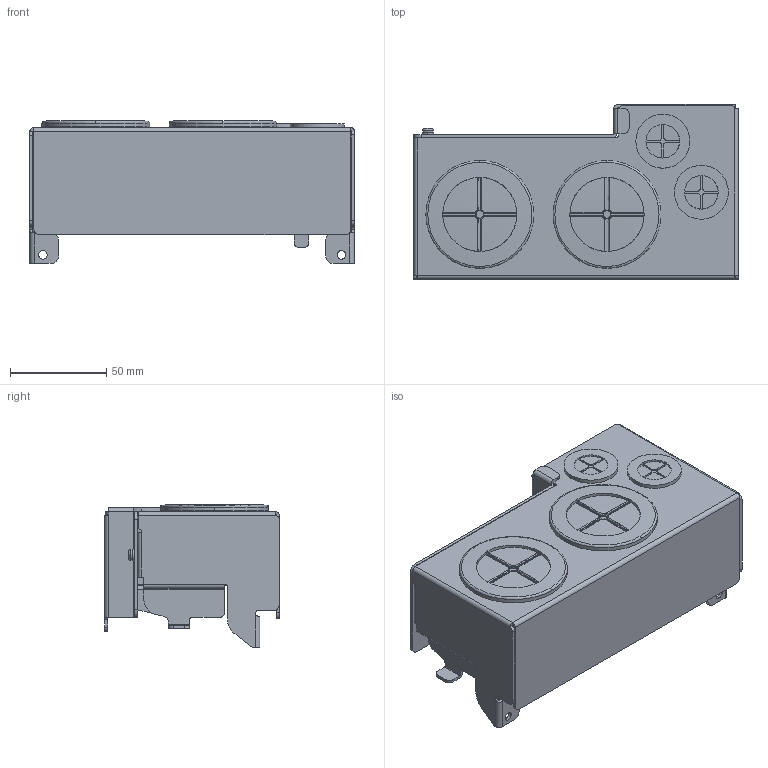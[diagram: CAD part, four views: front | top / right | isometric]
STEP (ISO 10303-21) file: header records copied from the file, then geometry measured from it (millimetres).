
FILE_DESCRIPTION (( 'STEP AP214' ), '1' );
FILE_NAME ('GS20A-N1F.STEP', '2020-03-10T19:55:48', ( '' ), ( '' ), 'SwSTEP 2.0', 'SolidWorks 2017', '' );
FILE_SCHEMA (( 'AUTOMOTIVE_DESIGN' ));
Length unit declared in the file: inch
Products named in the file (1): GS20A-N1F
Bounding box: 168.65 x 90.8 x 74.2 mm (x, y, z)
Volume: 86392.6 mm3; surface area: 102483.8 mm2
Topology: 8 solids, 8 shells, 507 faces, 1339 edges, 850 vertices
Faces by surface type: cylinder 198, plane 189, bspline 96, cone 24
Entity records: 19924 total; most frequent: CARTESIAN_POINT 7637, ORIENTED_EDGE 2650, DIRECTION 2405, EDGE_CURVE 1325, AXIS2_PLACEMENT_3D 904, VERTEX_POINT 850, VECTOR 597, LINE 597
